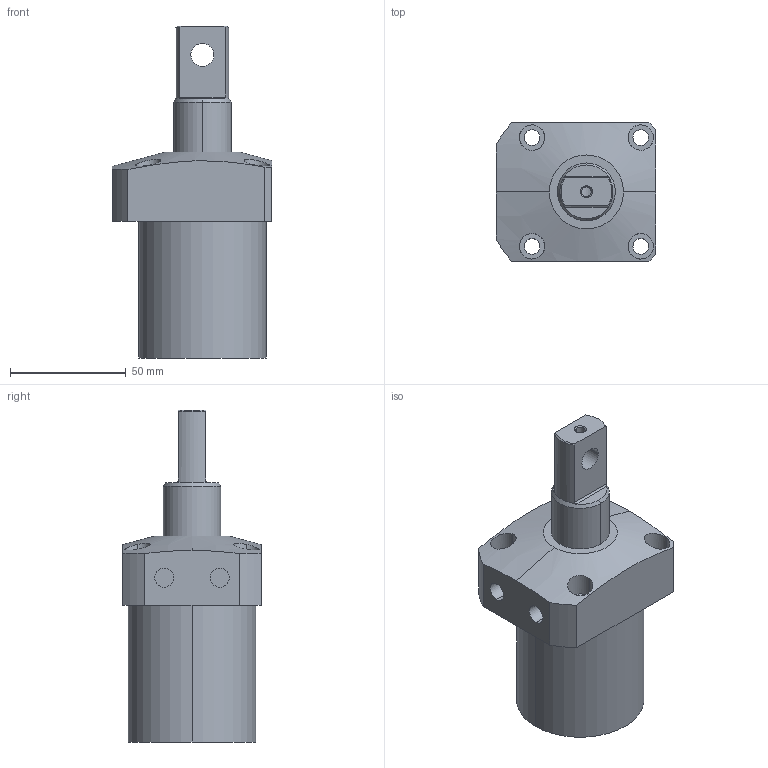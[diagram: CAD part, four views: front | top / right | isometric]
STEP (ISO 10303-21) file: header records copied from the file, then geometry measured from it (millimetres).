
FILE_DESCRIPTION (( 'STEP AP214' ), '1' );
FILE_NAME ('CHA-055Dx90.STEP', '2018-07-09T11:49:24', ( '' ), ( '' ), 'SwSTEP 2.0', 'SolidWorks 2016', '' );
FILE_SCHEMA (( 'AUTOMOTIVE_DESIGN' ));
Length unit declared in the file: millimetre
Products named in the file (3): CHA-055(双臂）活塞杆; CHA-055掛极; CHA-055Dx90
Assembly tree (2 placements, depth 2):
  CHA-055Dx90
    CHA-055掛极
    CHA-055(双臂）活塞杆
Bounding box: 69 x 60 x 143.5 mm (x, y, z)
Volume: 233252.4 mm3; surface area: 46419.1 mm2
Topology: 2 solids, 2 shells, 72 faces, 170 edges, 112 vertices
Faces by surface type: cylinder 40, plane 24, cone 8
Entity records: 2664 total; most frequent: CARTESIAN_POINT 851, DIRECTION 370, ORIENTED_EDGE 340, EDGE_CURVE 170, AXIS2_PLACEMENT_3D 153, VERTEX_POINT 112, EDGE_LOOP 94, CIRCLE 76
